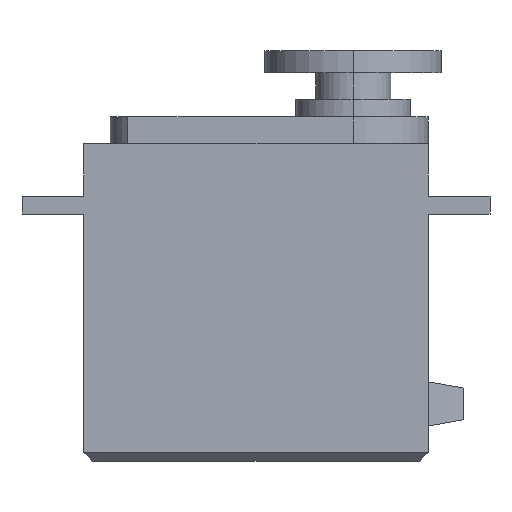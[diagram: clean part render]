
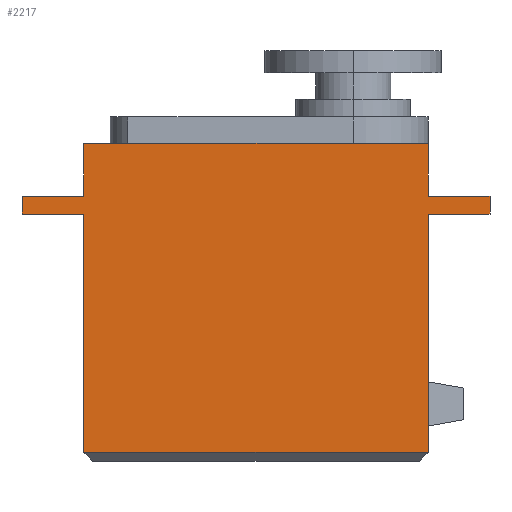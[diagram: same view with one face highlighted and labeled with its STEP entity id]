
A CAD part, left-side view. The second image highlights one B-rep face of the part: STEP entity #2217.
In plain terms, the highlighted planar face has unit normal (-1, 0, 0).
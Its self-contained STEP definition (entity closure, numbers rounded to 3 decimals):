
#13 = VECTOR ( 'NONE', #1764, 1000. ) ;
#27 = CARTESIAN_POINT ( 'NONE',  ( -9., 19.5, 8. ) ) ;
#34 = VERTEX_POINT ( 'NONE', #271 ) ;
#38 = DIRECTION ( 'NONE',  ( 0., 0., -1. ) ) ;
#103 = ORIENTED_EDGE ( 'NONE', *, *, #1310, .F. ) ;
#116 = VECTOR ( 'NONE', #1920, 1000. ) ;
#122 = CARTESIAN_POINT ( 'NONE',  ( -9., 26.5, 0. ) ) ;
#189 = CARTESIAN_POINT ( 'NONE',  ( -9., 19.5, -27. ) ) ;
#203 = VECTOR ( 'NONE', #1215, 1000. ) ;
#212 = VERTEX_POINT ( 'NONE', #2362 ) ;
#230 = VERTEX_POINT ( 'NONE', #345 ) ;
#271 = CARTESIAN_POINT ( 'NONE',  ( -9., 19.5, 8. ) ) ;
#273 = CARTESIAN_POINT ( 'NONE',  ( -9., 26.5, 2. ) ) ;
#281 = CARTESIAN_POINT ( 'NONE',  ( -9., -26.5, 2. ) ) ;
#345 = CARTESIAN_POINT ( 'NONE',  ( -9., -19.5, -27. ) ) ;
#386 = CARTESIAN_POINT ( 'NONE',  ( -9., -19.5, 2. ) ) ;
#396 = LINE ( 'NONE', #1977, #13 ) ;
#489 = EDGE_CURVE ( 'NONE', #790, #2077, #2281, .T. ) ;
#490 = LINE ( 'NONE', #2504, #1617 ) ;
#506 = CARTESIAN_POINT ( 'NONE',  ( -9., -19.5, 8. ) ) ;
#548 = EDGE_CURVE ( 'NONE', #1978, #908, #1940, .T. ) ;
#556 = LINE ( 'NONE', #916, #1884 ) ;
#606 = AXIS2_PLACEMENT_3D ( 'NONE', #650, #2250, #2265 ) ;
#620 = CARTESIAN_POINT ( 'NONE',  ( -9., -26.5, 2. ) ) ;
#627 = CARTESIAN_POINT ( 'NONE',  ( -9., -26.5, 0. ) ) ;
#650 = CARTESIAN_POINT ( 'NONE',  ( -9., 26.5, 2. ) ) ;
#672 = VECTOR ( 'NONE', #2387, 1000. ) ;
#749 = ORIENTED_EDGE ( 'NONE', *, *, #548, .T. ) ;
#774 = ORIENTED_EDGE ( 'NONE', *, *, #2264, .F. ) ;
#786 = VECTOR ( 'NONE', #1419, 1000. ) ;
#790 = VERTEX_POINT ( 'NONE', #2545 ) ;
#820 = EDGE_CURVE ( 'NONE', #2330, #1023, #556, .T. ) ;
#866 = DIRECTION ( 'NONE',  ( 0., 0., 1. ) ) ;
#908 = VERTEX_POINT ( 'NONE', #627 ) ;
#916 = CARTESIAN_POINT ( 'NONE',  ( -9., 19.5, -28. ) ) ;
#1023 = VERTEX_POINT ( 'NONE', #1427 ) ;
#1078 = CARTESIAN_POINT ( 'NONE',  ( -9., 19.5, 2. ) ) ;
#1098 = EDGE_CURVE ( 'NONE', #2330, #230, #1099, .T. ) ;
#1099 = LINE ( 'NONE', #2297, #1165 ) ;
#1120 = EDGE_CURVE ( 'NONE', #230, #1978, #2470, .T. ) ;
#1141 = VERTEX_POINT ( 'NONE', #1078 ) ;
#1144 = ORIENTED_EDGE ( 'NONE', *, *, #2319, .T. ) ;
#1154 = EDGE_CURVE ( 'NONE', #212, #1023, #1468, .T. ) ;
#1165 = VECTOR ( 'NONE', #2111, 1000. ) ;
#1215 = DIRECTION ( 'NONE',  ( 0., -1., 0. ) ) ;
#1232 = CARTESIAN_POINT ( 'NONE',  ( -9., 26.5, 2. ) ) ;
#1243 = ORIENTED_EDGE ( 'NONE', *, *, #1560, .F. ) ;
#1310 = EDGE_CURVE ( 'NONE', #34, #790, #396, .T. ) ;
#1318 = CARTESIAN_POINT ( 'NONE',  ( -9., -19.5, 0. ) ) ;
#1419 = DIRECTION ( 'NONE',  ( 0., 0., -1. ) ) ;
#1427 = CARTESIAN_POINT ( 'NONE',  ( -9., 19.5, 0. ) ) ;
#1428 = LINE ( 'NONE', #2260, #203 ) ;
#1430 = LINE ( 'NONE', #1232, #672 ) ;
#1444 = ORIENTED_EDGE ( 'NONE', *, *, #1098, .T. ) ;
#1468 = LINE ( 'NONE', #1897, #2271 ) ;
#1560 = EDGE_CURVE ( 'NONE', #2077, #2274, #1428, .T. ) ;
#1617 = VECTOR ( 'NONE', #2326, 1000. ) ;
#1637 = PLANE ( 'NONE',  #606 ) ;
#1698 = DIRECTION ( 'NONE',  ( 0., 0., -1. ) ) ;
#1716 = VERTEX_POINT ( 'NONE', #273 ) ;
#1764 = DIRECTION ( 'NONE',  ( 0., -1., 0. ) ) ;
#1815 = LINE ( 'NONE', #27, #2128 ) ;
#1884 = VECTOR ( 'NONE', #2131, 1000. ) ;
#1897 = CARTESIAN_POINT ( 'NONE',  ( -9., 26.5, 0. ) ) ;
#1914 = EDGE_CURVE ( 'NONE', #1716, #1141, #490, .T. ) ;
#1920 = DIRECTION ( 'NONE',  ( 0., -1., 0. ) ) ;
#1926 = VECTOR ( 'NONE', #866, 1000. ) ;
#1940 = LINE ( 'NONE', #122, #116 ) ;
#1977 = CARTESIAN_POINT ( 'NONE',  ( -9., 19.5, 8. ) ) ;
#1978 = VERTEX_POINT ( 'NONE', #1318 ) ;
#2077 = VERTEX_POINT ( 'NONE', #386 ) ;
#2080 = CARTESIAN_POINT ( 'NONE',  ( -9., -19.5, -28. ) ) ;
#2111 = DIRECTION ( 'NONE',  ( 0., -1., 0. ) ) ;
#2128 = VECTOR ( 'NONE', #38, 1000. ) ;
#2131 = DIRECTION ( 'NONE',  ( 0., 0., 1. ) ) ;
#2190 = ORIENTED_EDGE ( 'NONE', *, *, #2311, .T. ) ;
#2213 = ORIENTED_EDGE ( 'NONE', *, *, #489, .F. ) ;
#2217 = ADVANCED_FACE ( 'NONE', ( #2449 ), #1637, .F. ) ;
#2250 = DIRECTION ( 'NONE',  ( 1., 0., 0. ) ) ;
#2257 = ORIENTED_EDGE ( 'NONE', *, *, #1914, .F. ) ;
#2260 = CARTESIAN_POINT ( 'NONE',  ( -9., 26.5, 2. ) ) ;
#2264 = EDGE_CURVE ( 'NONE', #2274, #908, #2420, .T. ) ;
#2265 = DIRECTION ( 'NONE',  ( 0., 1., 0. ) ) ;
#2271 = VECTOR ( 'NONE', #2518, 1000. ) ;
#2274 = VERTEX_POINT ( 'NONE', #281 ) ;
#2281 = LINE ( 'NONE', #506, #2507 ) ;
#2297 = CARTESIAN_POINT ( 'NONE',  ( -9., -19.5, -27. ) ) ;
#2311 = EDGE_CURVE ( 'NONE', #1716, #212, #1430, .T. ) ;
#2319 = EDGE_CURVE ( 'NONE', #34, #1141, #1815, .T. ) ;
#2326 = DIRECTION ( 'NONE',  ( 0., -1., 0. ) ) ;
#2330 = VERTEX_POINT ( 'NONE', #189 ) ;
#2362 = CARTESIAN_POINT ( 'NONE',  ( -9., 26.5, 0. ) ) ;
#2387 = DIRECTION ( 'NONE',  ( 0., 0., -1. ) ) ;
#2389 = EDGE_LOOP ( 'NONE', ( #2548, #1444, #2583, #749, #774, #1243, #2213, #103, #1144, #2257, #2190, #2536 ) ) ;
#2420 = LINE ( 'NONE', #620, #786 ) ;
#2449 = FACE_OUTER_BOUND ( 'NONE', #2389, .T. ) ;
#2470 = LINE ( 'NONE', #2080, #1926 ) ;
#2504 = CARTESIAN_POINT ( 'NONE',  ( -9., 26.5, 2. ) ) ;
#2507 = VECTOR ( 'NONE', #1698, 1000. ) ;
#2518 = DIRECTION ( 'NONE',  ( 0., -1., 0. ) ) ;
#2536 = ORIENTED_EDGE ( 'NONE', *, *, #1154, .T. ) ;
#2545 = CARTESIAN_POINT ( 'NONE',  ( -9., -19.5, 8. ) ) ;
#2548 = ORIENTED_EDGE ( 'NONE', *, *, #820, .F. ) ;
#2583 = ORIENTED_EDGE ( 'NONE', *, *, #1120, .T. ) ;
